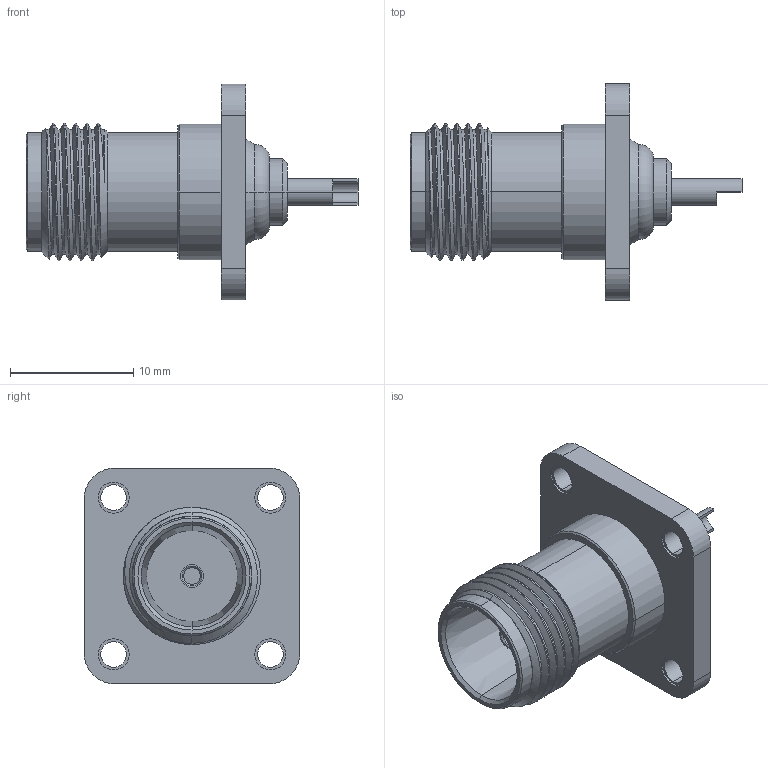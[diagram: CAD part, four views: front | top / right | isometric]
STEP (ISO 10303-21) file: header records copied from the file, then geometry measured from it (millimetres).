
FILE_DESCRIPTION (( 'STEP AP203' ), '1' );
FILE_NAME ('PE44178.step', '2019-08-06T14:26:13', ( '' ), ( '' ), 'SwSTEP 2.0', 'SolidWorks 2018', '' );
FILE_SCHEMA (( 'CONFIG_CONTROL_DESIGN' ));
Length unit declared in the file: inch
Products named in the file (1): PE44178
Bounding box: 26.9 x 17.5 x 17.5 mm (x, y, z)
Volume: 1601.3 mm3; surface area: 1722.6 mm2
Topology: 1 solids, 1 shells, 127 faces, 313 edges, 205 vertices
Faces by surface type: cylinder 62, plane 39, cone 21, bspline 3, torus 2
Entity records: 5522 total; most frequent: CARTESIAN_POINT 2488, ORIENTED_EDGE 626, DIRECTION 614, EDGE_CURVE 313, AXIS2_PLACEMENT_3D 252, VERTEX_POINT 205, EDGE_LOOP 152, CIRCLE 127
